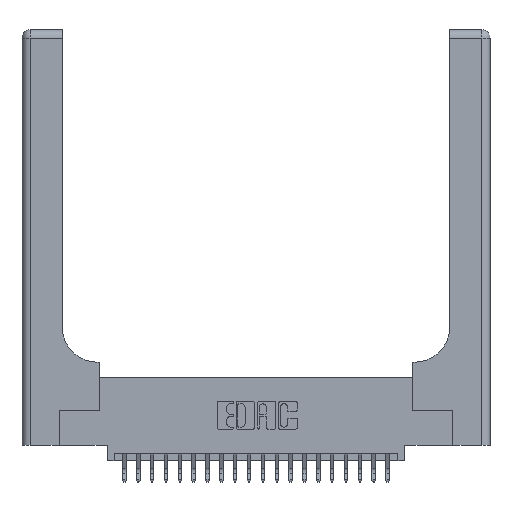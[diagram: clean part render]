
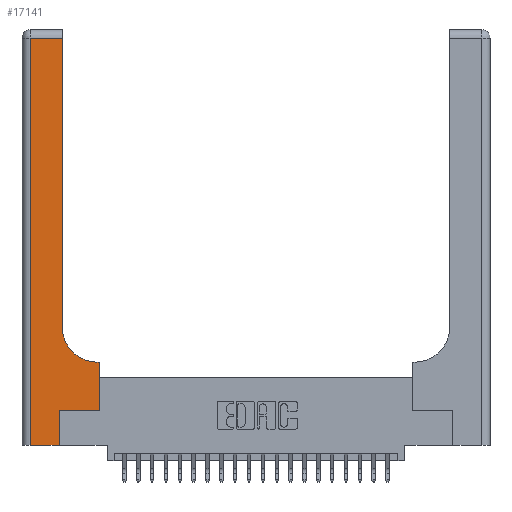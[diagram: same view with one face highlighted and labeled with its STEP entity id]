
A CAD part, top view. The second image highlights one B-rep face of the part: STEP entity #17141.
In plain terms, the highlighted planar face has unit normal (0, 0, 1).
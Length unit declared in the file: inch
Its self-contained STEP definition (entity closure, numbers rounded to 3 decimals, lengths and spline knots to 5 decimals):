
#266 = EDGE_CURVE ( 'NONE', #11578, #13427, #23470, .T. ) ;
#580 = ORIENTED_EDGE ( 'NONE', *, *, #23562, .T. ) ;
#731 = CARTESIAN_POINT ( 'NONE',  ( 0.5585, 0.25, 0.37 ) ) ;
#974 = VECTOR ( 'NONE', #13495, 39.37008 ) ;
#1224 = CIRCLE ( 'NONE', #20846, 0.25 ) ;
#1450 = ORIENTED_EDGE ( 'NONE', *, *, #23768, .T. ) ;
#1631 = EDGE_CURVE ( 'NONE', #2126, #4944, #7199, .T. ) ;
#1938 = VERTEX_POINT ( 'NONE', #22467 ) ;
#2126 = VERTEX_POINT ( 'NONE', #10003 ) ;
#2138 = CARTESIAN_POINT ( 'NONE',  ( 0.269, 0., 0.37 ) ) ;
#2266 = CARTESIAN_POINT ( 'NONE',  ( 0., 0., 0.37 ) ) ;
#2277 = CARTESIAN_POINT ( 'NONE',  ( 0.06, 3., 0.37 ) ) ;
#2699 = FACE_OUTER_BOUND ( 'NONE', #17411, .T. ) ;
#2762 = AXIS2_PLACEMENT_3D ( 'NONE', #21154, #23291, #9960 ) ;
#3221 = DIRECTION ( 'NONE',  ( 1., 0., 0. ) ) ;
#3682 = ORIENTED_EDGE ( 'NONE', *, *, #16667, .T. ) ;
#3843 = EDGE_CURVE ( 'NONE', #10893, #1938, #1224, .T. ) ;
#4338 = DIRECTION ( 'NONE',  ( 0., -1., 0. ) ) ;
#4456 = EDGE_CURVE ( 'NONE', #1938, #21418, #16134, .T. ) ;
#4508 = ORIENTED_EDGE ( 'NONE', *, *, #4456, .T. ) ;
#4944 = VERTEX_POINT ( 'NONE', #15878 ) ;
#5060 = VECTOR ( 'NONE', #11252, 39.37008 ) ;
#5110 = CARTESIAN_POINT ( 'NONE',  ( 0.269, 0.25, 0.37 ) ) ;
#5341 = CARTESIAN_POINT ( 'NONE',  ( 0.5415, 0.6, 0.37 ) ) ;
#5999 = EDGE_CURVE ( 'NONE', #13427, #20068, #10115, .T. ) ;
#6156 = DIRECTION ( 'NONE',  ( 0., 1., 0. ) ) ;
#6190 = VECTOR ( 'NONE', #13899, 39.37008 ) ;
#6864 = CARTESIAN_POINT ( 'NONE',  ( 0.2915, 3., 0.37 ) ) ;
#7199 = LINE ( 'NONE', #2277, #14151 ) ;
#7677 = LINE ( 'NONE', #13260, #5060 ) ;
#8453 = LINE ( 'NONE', #9654, #9059 ) ;
#9059 = VECTOR ( 'NONE', #6156, 39.37008 ) ;
#9200 = CARTESIAN_POINT ( 'NONE',  ( 0.269, 0.25, 0.37 ) ) ;
#9654 = CARTESIAN_POINT ( 'NONE',  ( 0.5585, 0.25, 0.37 ) ) ;
#9786 = CARTESIAN_POINT ( 'NONE',  ( 0.269, 0., 0.37 ) ) ;
#9960 = DIRECTION ( 'NONE',  ( -1., 0., 0. ) ) ;
#10003 = CARTESIAN_POINT ( 'NONE',  ( 0.06, 2.94, 0.37 ) ) ;
#10037 = CARTESIAN_POINT ( 'NONE',  ( 0.5585, 0.6, 0.37 ) ) ;
#10115 = LINE ( 'NONE', #5110, #16914 ) ;
#10194 = CARTESIAN_POINT ( 'NONE',  ( 0.2915, 2.94, 0.37 ) ) ;
#10867 = ORIENTED_EDGE ( 'NONE', *, *, #5999, .T. ) ;
#10893 = VERTEX_POINT ( 'NONE', #5341 ) ;
#11013 = DIRECTION ( 'NONE',  ( 1., 0., 0. ) ) ;
#11066 = EDGE_CURVE ( 'NONE', #20068, #18011, #8453, .T. ) ;
#11154 = VECTOR ( 'NONE', #18027, 39.37008 ) ;
#11252 = DIRECTION ( 'NONE',  ( -1., 0., 0. ) ) ;
#11578 = VERTEX_POINT ( 'NONE', #9786 ) ;
#12410 = CARTESIAN_POINT ( 'NONE',  ( 0.5415, 0.85, 0.37 ) ) ;
#13260 = CARTESIAN_POINT ( 'NONE',  ( 0., 2.94, 0.37 ) ) ;
#13427 = VERTEX_POINT ( 'NONE', #9200 ) ;
#13495 = DIRECTION ( 'NONE',  ( 1., 0., 0. ) ) ;
#13899 = DIRECTION ( 'NONE',  ( -1., 0., 0. ) ) ;
#13920 = ORIENTED_EDGE ( 'NONE', *, *, #3843, .T. ) ;
#14151 = VECTOR ( 'NONE', #4338, 39.37008 ) ;
#14773 = ORIENTED_EDGE ( 'NONE', *, *, #266, .T. ) ;
#15878 = CARTESIAN_POINT ( 'NONE',  ( 0.06, 0., 0.37 ) ) ;
#16134 = LINE ( 'NONE', #6864, #11154 ) ;
#16667 = EDGE_CURVE ( 'NONE', #4944, #11578, #20530, .T. ) ;
#16914 = VECTOR ( 'NONE', #11013, 39.37008 ) ;
#17141 = ADVANCED_FACE ( 'NONE', ( #2699 ), #19458, .F. ) ;
#17411 = EDGE_LOOP ( 'NONE', ( #4508, #580, #18542, #3682, #14773, #10867, #23916, #1450, #13920 ) ) ;
#17896 = VECTOR ( 'NONE', #18898, 39.37008 ) ;
#18011 = VERTEX_POINT ( 'NONE', #10037 ) ;
#18027 = DIRECTION ( 'NONE',  ( 0., 1., 0. ) ) ;
#18542 = ORIENTED_EDGE ( 'NONE', *, *, #1631, .T. ) ;
#18898 = DIRECTION ( 'NONE',  ( 0., 1., 0. ) ) ;
#19458 = PLANE ( 'NONE',  #2762 ) ;
#20068 = VERTEX_POINT ( 'NONE', #731 ) ;
#20530 = LINE ( 'NONE', #2266, #974 ) ;
#20846 = AXIS2_PLACEMENT_3D ( 'NONE', #12410, #22250, #3221 ) ;
#21154 = CARTESIAN_POINT ( 'NONE',  ( 0., 3., 0.37 ) ) ;
#21354 = LINE ( 'NONE', #21368, #6190 ) ;
#21368 = CARTESIAN_POINT ( 'NONE',  ( 0.2915, 0.6, 0.37 ) ) ;
#21418 = VERTEX_POINT ( 'NONE', #10194 ) ;
#22250 = DIRECTION ( 'NONE',  ( 0., 0., -1. ) ) ;
#22467 = CARTESIAN_POINT ( 'NONE',  ( 0.2915, 0.85, 0.37 ) ) ;
#23291 = DIRECTION ( 'NONE',  ( 0., 0., -1. ) ) ;
#23470 = LINE ( 'NONE', #2138, #17896 ) ;
#23562 = EDGE_CURVE ( 'NONE', #21418, #2126, #7677, .T. ) ;
#23768 = EDGE_CURVE ( 'NONE', #18011, #10893, #21354, .T. ) ;
#23916 = ORIENTED_EDGE ( 'NONE', *, *, #11066, .T. ) ;
